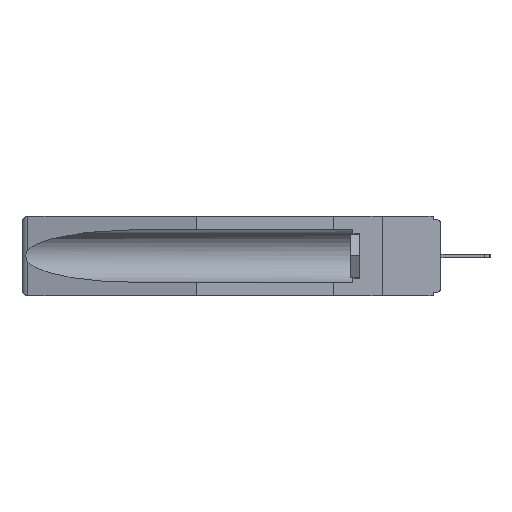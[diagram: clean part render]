
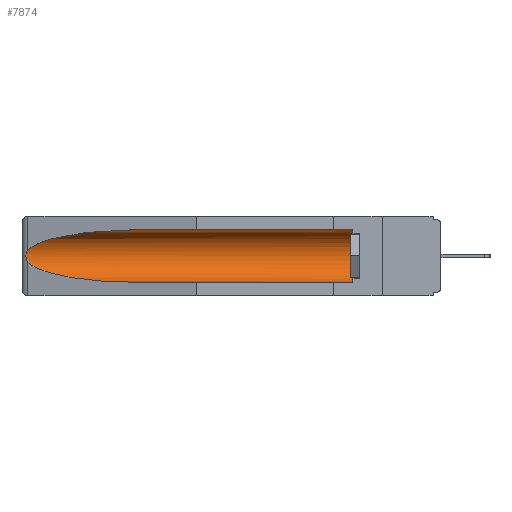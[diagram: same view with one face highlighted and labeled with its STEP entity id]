
A CAD part, left-side view. The second image highlights one B-rep face of the part: STEP entity #7874.
In plain terms, the highlighted cylindrical face has radius 2.857 mm (diameter 5.715 mm), a partial arc.
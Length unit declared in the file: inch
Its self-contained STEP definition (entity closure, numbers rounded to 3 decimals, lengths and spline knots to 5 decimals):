
#64 = CARTESIAN_POINT ( 'NONE',  ( 0.26537, 1.52718, -0.19328 ) ) ;
#339 = EDGE_LOOP ( 'NONE', ( #7542, #22352, #15088, #935, #8867, #21330 ) ) ;
#678 = CARTESIAN_POINT ( 'NONE',  ( 0.155, 1.07973, -0.284 ) ) ;
#732 = DIRECTION ( 'NONE',  ( 0., 1., 0. ) ) ;
#935 = ORIENTED_EDGE ( 'NONE', *, *, #8967, .F. ) ;
#1231 = CARTESIAN_POINT ( 'NONE',  ( 0.26537, 1.52718, -0.14972 ) ) ;
#1972 = CARTESIAN_POINT ( 'NONE',  ( 0.26654, 1.53092, -0.15636 ) ) ;
#1992 = CARTESIAN_POINT ( 'NONE',  ( 0.155, -0.30754, -0.059 ) ) ;
#3453 = CARTESIAN_POINT ( 'NONE',  ( 0.155, -0.30754, -0.1715 ) ) ;
#4033 = CARTESIAN_POINT ( 'NONE',  ( 0.2675, 1.53308, -0.16763 ) ) ;
#4307 = VERTEX_POINT ( 'NONE', #12784 ) ;
#4467 = VERTEX_POINT ( 'NONE', #19657 ) ;
#4614 = EDGE_CURVE ( 'NONE', #4467, #4307, #13820, .T. ) ;
#5013 = EDGE_CURVE ( 'NONE', #4307, #7782, #23031, .T. ) ;
#5095 = CARTESIAN_POINT ( 'NONE',  ( 0.21114, 1.30732, -0.059 ) ) ;
#5444 = CARTESIAN_POINT ( 'NONE',  ( 0.25451, 1.48313, -0.24835 ) ) ;
#6139 = CARTESIAN_POINT ( 'NONE',  ( 0.2673, 1.53269, -0.17917 ) ) ;
#6837 = EDGE_CURVE ( 'NONE', #11273, #4467, #19366, .T. ) ;
#7396 = EDGE_CURVE ( 'NONE', #7782, #25770, #19493, .T. ) ;
#7495 = CARTESIAN_POINT ( 'NONE',  ( 0.26537, 1.52718, -0.19328 ) ) ;
#7542 = ORIENTED_EDGE ( 'NONE', *, *, #5013, .T. ) ;
#7622 = DIRECTION ( 'NONE',  ( 0., 1., 0. ) ) ;
#7782 = VERTEX_POINT ( 'NONE', #1231 ) ;
#7874 = ADVANCED_FACE ( 'NONE', ( #23734 ), #23102, .F. ) ;
#8034 = CARTESIAN_POINT ( 'NONE',  ( 0.155, 0.126, -0.1715 ) ) ;
#8187 = CARTESIAN_POINT ( 'NONE',  ( 0.26597, 1.5296, -0.19026 ) ) ;
#8867 = ORIENTED_EDGE ( 'NONE', *, *, #6837, .T. ) ;
#8967 = EDGE_CURVE ( 'NONE', #11273, #25972, #12320, .T. ) ;
#9559 = CARTESIAN_POINT ( 'NONE',  ( 0.21114, 1.30732, -0.284 ) ) ;
#10096 = DIRECTION ( 'NONE',  ( 0., 0., 1. ) ) ;
#10173 = CARTESIAN_POINT ( 'NONE',  ( 0.26537, 1.52718, -0.14972 ) ) ;
#11273 = VERTEX_POINT ( 'NONE', #21990 ) ;
#12320 = LINE ( 'NONE', #14821, #17067 ) ;
#12784 = CARTESIAN_POINT ( 'NONE',  ( 0.155, 1.07973, -0.059 ) ) ;
#12791 = DIRECTION ( 'NONE',  ( 0., 1., 0. ) ) ;
#13189 = VECTOR ( 'NONE', #732, 39.37008 ) ;
#13820 = LINE ( 'NONE', #1992, #13189 ) ;
#14821 = CARTESIAN_POINT ( 'NONE',  ( 0.155, -0.30754, -0.284 ) ) ;
#15088 = ORIENTED_EDGE ( 'NONE', *, *, #21524, .T. ) ;
#15781 = DIRECTION ( 'NONE',  ( 0., 0., 1. ) ) ;
#16336 = CARTESIAN_POINT ( 'NONE',  ( 0.2673, 1.5327, -0.16383 ) ) ;
#17067 = VECTOR ( 'NONE', #12791, 39.37008 ) ;
#18067 = AXIS2_PLACEMENT_3D ( 'NONE', #3453, #7622, #15781 ) ;
#18354 = CARTESIAN_POINT ( 'NONE',  ( 0.2675, 1.53308, -0.17534 ) ) ;
#19366 = CIRCLE ( 'NONE', #22753, 0.1125 ) ;
#19493 = B_SPLINE_CURVE_WITH_KNOTS ( 'NONE', 3,
 ( #10173, #20301, #1972, #16336, #4033, #18354, #6139, #20389, #8187, #22386 ),
 .UNSPECIFIED., .F., .F.,
 ( 4, 2, 2, 2, 4 ),
 ( 0., 0.00029, 0.00058, 0.00087, 0.00117 ),
 .UNSPECIFIED. ) ;
#19657 = CARTESIAN_POINT ( 'NONE',  ( 0.155, 0.126, -0.059 ) ) ;
#20301 = CARTESIAN_POINT ( 'NONE',  ( 0.26597, 1.52961, -0.15275 ) ) ;
#20389 = CARTESIAN_POINT ( 'NONE',  ( 0.26655, 1.53094, -0.18657 ) ) ;
#21330 = ORIENTED_EDGE ( 'NONE', *, *, #4614, .T. ) ;
#21524 = EDGE_CURVE ( 'NONE', #25770, #25972, #25109, .T. ) ;
#21990 = CARTESIAN_POINT ( 'NONE',  ( 0.155, 0.126, -0.284 ) ) ;
#22240 = DIRECTION ( 'NONE',  ( 0., -1., 0. ) ) ;
#22352 = ORIENTED_EDGE ( 'NONE', *, *, #7396, .T. ) ;
#22386 = CARTESIAN_POINT ( 'NONE',  ( 0.26537, 1.52718, -0.19328 ) ) ;
#22753 = AXIS2_PLACEMENT_3D ( 'NONE', #8034, #22240, #10096 ) ;
#23031 =( BOUNDED_CURVE ( )  B_SPLINE_CURVE ( 3, ( #24971, #5095, #23224, #25375 ),
 .UNSPECIFIED., .F., .F. ) 
 B_SPLINE_CURVE_WITH_KNOTS ( ( 4, 4 ),
 ( 4.71239, 6.08839 ),
 .UNSPECIFIED. ) 
 CURVE ( )  GEOMETRIC_REPRESENTATION_ITEM ( )  RATIONAL_B_SPLINE_CURVE ( ( 1., 0.848, 0.848, 1. ) ) 
 REPRESENTATION_ITEM ( '' )  );
#23102 = CYLINDRICAL_SURFACE ( 'NONE', #18067, 0.1125 ) ;
#23224 = CARTESIAN_POINT ( 'NONE',  ( 0.25451, 1.48313, -0.09465 ) ) ;
#23730 = CARTESIAN_POINT ( 'NONE',  ( 0.155, 1.07973, -0.284 ) ) ;
#23734 = FACE_OUTER_BOUND ( 'NONE', #339, .T. ) ;
#24971 = CARTESIAN_POINT ( 'NONE',  ( 0.155, 1.07973, -0.059 ) ) ;
#25109 =( BOUNDED_CURVE ( )  B_SPLINE_CURVE ( 3, ( #7495, #5444, #9559, #23730 ),
 .UNSPECIFIED., .F., .F. ) 
 B_SPLINE_CURVE_WITH_KNOTS ( ( 4, 4 ),
 ( 0.1948, 1.5708 ),
 .UNSPECIFIED. ) 
 CURVE ( )  GEOMETRIC_REPRESENTATION_ITEM ( )  RATIONAL_B_SPLINE_CURVE ( ( 1., 0.848, 0.848, 1. ) ) 
 REPRESENTATION_ITEM ( '' )  );
#25375 = CARTESIAN_POINT ( 'NONE',  ( 0.26537, 1.52718, -0.14972 ) ) ;
#25770 = VERTEX_POINT ( 'NONE', #64 ) ;
#25972 = VERTEX_POINT ( 'NONE', #678 ) ;
